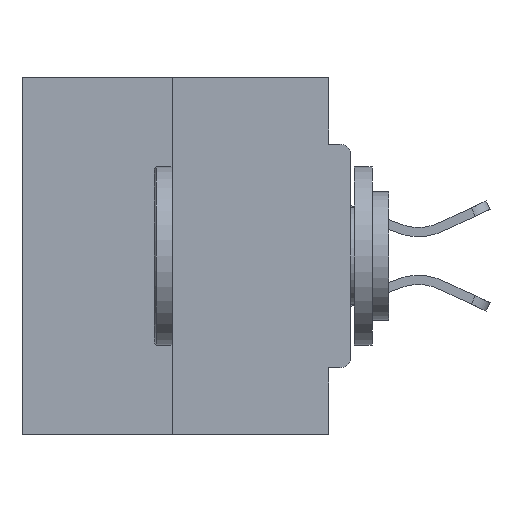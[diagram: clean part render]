
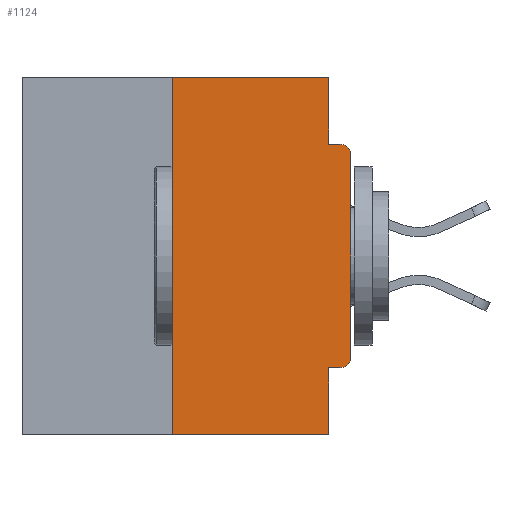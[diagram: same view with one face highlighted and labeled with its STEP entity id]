
A CAD part, left-side view. The second image highlights one B-rep face of the part: STEP entity #1124.
In plain terms, the highlighted planar face has unit normal (-1, 0, 0).
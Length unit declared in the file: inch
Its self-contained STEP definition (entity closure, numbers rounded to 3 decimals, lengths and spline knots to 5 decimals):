
#157 = CARTESIAN_POINT ( 'NONE',  ( 0., 0.46, -0.5 ) ) ;
#1124 = ADVANCED_FACE ( 'NONE', ( #1308 ), #25726, .F. ) ;
#1308 = FACE_OUTER_BOUND ( 'NONE', #24949, .T. ) ;
#1865 = LINE ( 'NONE', #3173, #18745 ) ;
#2008 = CARTESIAN_POINT ( 'NONE',  ( 0., 0., -0.0935 ) ) ;
#3108 = ORIENTED_EDGE ( 'NONE', *, *, #19501, .F. ) ;
#3132 = LINE ( 'NONE', #2008, #29647 ) ;
#3173 = CARTESIAN_POINT ( 'NONE',  ( 0., 0., -0.4065 ) ) ;
#4423 = EDGE_CURVE ( 'NONE', #9024, #26603, #27946, .T. ) ;
#5050 = ORIENTED_EDGE ( 'NONE', *, *, #32462, .F. ) ;
#5948 = CARTESIAN_POINT ( 'NONE',  ( 0., 0.46, 0. ) ) ;
#5979 = LINE ( 'NONE', #26872, #10795 ) ;
#6067 = DIRECTION ( 'NONE',  ( 0., -1., 0. ) ) ;
#6275 = ORIENTED_EDGE ( 'NONE', *, *, #4423, .F. ) ;
#6390 = CIRCLE ( 'NONE', #7918, 0.015 ) ;
#6583 = LINE ( 'NONE', #31537, #16598 ) ;
#6664 = VERTEX_POINT ( 'NONE', #17980 ) ;
#6743 = VECTOR ( 'NONE', #20718, 39.37008 ) ;
#7635 = CARTESIAN_POINT ( 'NONE',  ( 0., 0.015, -0.3915 ) ) ;
#7918 = AXIS2_PLACEMENT_3D ( 'NONE', #7635, #10208, #30773 ) ;
#8776 = VERTEX_POINT ( 'NONE', #8959 ) ;
#8959 = CARTESIAN_POINT ( 'NONE',  ( 0., 0., -0.3915 ) ) ;
#9024 = VERTEX_POINT ( 'NONE', #12498 ) ;
#9535 = EDGE_CURVE ( 'NONE', #24277, #24017, #3132, .T. ) ;
#10162 = CARTESIAN_POINT ( 'NONE',  ( 0., 0.015, -0.0935 ) ) ;
#10208 = DIRECTION ( 'NONE',  ( -1., 0., 0. ) ) ;
#10221 = DIRECTION ( 'NONE',  ( 1., 0., 0. ) ) ;
#10307 = EDGE_CURVE ( 'NONE', #14874, #24778, #1865, .T. ) ;
#10732 = CARTESIAN_POINT ( 'NONE',  ( 0., 0.031, -0.5 ) ) ;
#10795 = VECTOR ( 'NONE', #29687, 39.37008 ) ;
#11004 = VECTOR ( 'NONE', #6067, 39.37008 ) ;
#11049 = EDGE_CURVE ( 'NONE', #6664, #24017, #20327, .T. ) ;
#11417 = CARTESIAN_POINT ( 'NONE',  ( 0., 0.031, -0.0935 ) ) ;
#11594 = CARTESIAN_POINT ( 'NONE',  ( 0., 0.015, -0.4065 ) ) ;
#11770 = DIRECTION ( 'NONE',  ( 0., 1., 0. ) ) ;
#12232 = LINE ( 'NONE', #5948, #11004 ) ;
#12498 = CARTESIAN_POINT ( 'NONE',  ( 0., 0.25, -0.5 ) ) ;
#12725 = CARTESIAN_POINT ( 'NONE',  ( 0., 0.25, 0. ) ) ;
#12934 = CARTESIAN_POINT ( 'NONE',  ( 0., 0.46, 0. ) ) ;
#14610 = AXIS2_PLACEMENT_3D ( 'NONE', #12934, #10221, #28375 ) ;
#14828 = DIRECTION ( 'NONE',  ( 0., -1., 0. ) ) ;
#14874 = VERTEX_POINT ( 'NONE', #11594 ) ;
#15645 = CARTESIAN_POINT ( 'NONE',  ( 0., 0.031, -0.4065 ) ) ;
#16010 = DIRECTION ( 'NONE',  ( 0., 0., -1. ) ) ;
#16050 = LINE ( 'NONE', #157, #27282 ) ;
#16598 = VECTOR ( 'NONE', #16010, 39.37008 ) ;
#17977 = LINE ( 'NONE', #25750, #6743 ) ;
#17980 = CARTESIAN_POINT ( 'NONE',  ( 0., 0., -0.1085 ) ) ;
#18732 = ORIENTED_EDGE ( 'NONE', *, *, #28047, .T. ) ;
#18745 = VECTOR ( 'NONE', #11770, 39.37008 ) ;
#19187 = VECTOR ( 'NONE', #25065, 39.37008 ) ;
#19501 = EDGE_CURVE ( 'NONE', #21455, #24277, #17977, .T. ) ;
#19712 = ORIENTED_EDGE ( 'NONE', *, *, #22044, .F. ) ;
#20327 = CIRCLE ( 'NONE', #30280, 0.015 ) ;
#20718 = DIRECTION ( 'NONE',  ( 0., 0., -1. ) ) ;
#21455 = VERTEX_POINT ( 'NONE', #28890 ) ;
#22044 = EDGE_CURVE ( 'NONE', #26603, #21455, #12232, .T. ) ;
#22307 = CARTESIAN_POINT ( 'NONE',  ( 0., 0.25, 0. ) ) ;
#23036 = ORIENTED_EDGE ( 'NONE', *, *, #27814, .T. ) ;
#23325 = CARTESIAN_POINT ( 'NONE',  ( 0., 0.015, -0.1085 ) ) ;
#24017 = VERTEX_POINT ( 'NONE', #10162 ) ;
#24277 = VERTEX_POINT ( 'NONE', #11417 ) ;
#24778 = VERTEX_POINT ( 'NONE', #15645 ) ;
#24901 = ORIENTED_EDGE ( 'NONE', *, *, #9535, .F. ) ;
#24949 = EDGE_LOOP ( 'NONE', ( #19712, #6275, #23036, #5050, #30859, #26111, #18732, #32834, #24901, #3108 ) ) ;
#25065 = DIRECTION ( 'NONE',  ( 0., 0., 1. ) ) ;
#25276 = EDGE_CURVE ( 'NONE', #14874, #8776, #6390, .T. ) ;
#25726 = PLANE ( 'NONE',  #14610 ) ;
#25750 = CARTESIAN_POINT ( 'NONE',  ( 0., 0.031, 0. ) ) ;
#25878 = DIRECTION ( 'NONE',  ( -1., 0., 0. ) ) ;
#26092 = DIRECTION ( 'NONE',  ( 0., -1., 0. ) ) ;
#26111 = ORIENTED_EDGE ( 'NONE', *, *, #25276, .T. ) ;
#26603 = VERTEX_POINT ( 'NONE', #12725 ) ;
#26872 = CARTESIAN_POINT ( 'NONE',  ( 0., 0., 0. ) ) ;
#27282 = VECTOR ( 'NONE', #26092, 39.37008 ) ;
#27814 = EDGE_CURVE ( 'NONE', #9024, #30461, #16050, .T. ) ;
#27946 = LINE ( 'NONE', #22307, #19187 ) ;
#28047 = EDGE_CURVE ( 'NONE', #8776, #6664, #5979, .T. ) ;
#28094 = DIRECTION ( 'NONE',  ( 0., 0., -1. ) ) ;
#28375 = DIRECTION ( 'NONE',  ( 0., 0., -1. ) ) ;
#28890 = CARTESIAN_POINT ( 'NONE',  ( 0., 0.031, 0. ) ) ;
#29647 = VECTOR ( 'NONE', #14828, 39.37008 ) ;
#29687 = DIRECTION ( 'NONE',  ( 0., 0., 1. ) ) ;
#30280 = AXIS2_PLACEMENT_3D ( 'NONE', #23325, #25878, #28094 ) ;
#30461 = VERTEX_POINT ( 'NONE', #10732 ) ;
#30773 = DIRECTION ( 'NONE',  ( 0., 0., -1. ) ) ;
#30859 = ORIENTED_EDGE ( 'NONE', *, *, #10307, .F. ) ;
#31537 = CARTESIAN_POINT ( 'NONE',  ( 0., 0.031, -0.5 ) ) ;
#32462 = EDGE_CURVE ( 'NONE', #24778, #30461, #6583, .T. ) ;
#32834 = ORIENTED_EDGE ( 'NONE', *, *, #11049, .T. ) ;
